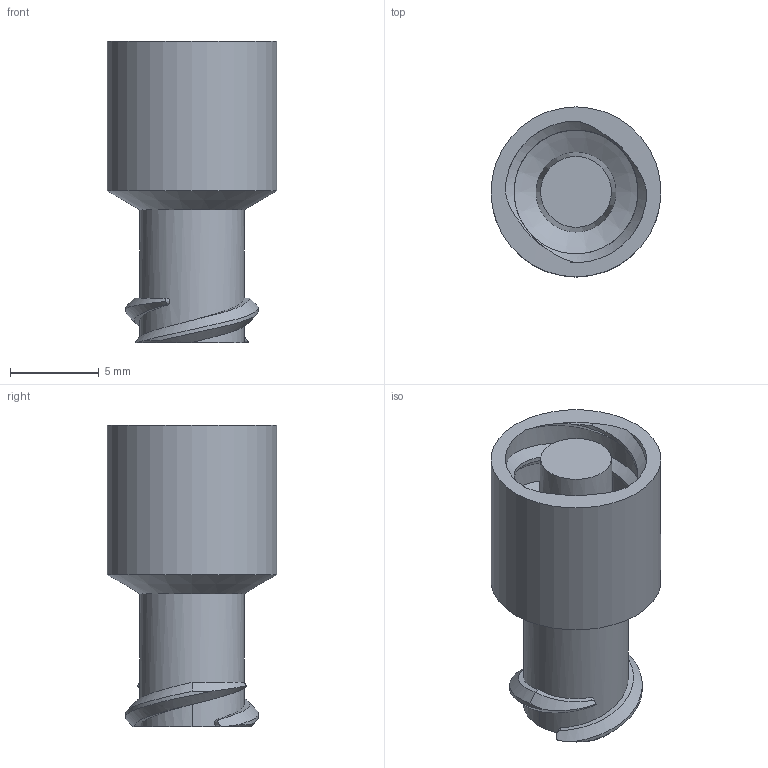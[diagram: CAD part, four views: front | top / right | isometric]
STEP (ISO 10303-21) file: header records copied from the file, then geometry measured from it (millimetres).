
FILE_DESCRIPTION(('FreeCAD Model'),'2;1');
FILE_NAME('Open CASCADE Shape Model','2021-02-25T12:39:56',('Author'),( ''),'Open CASCADE STEP processor 7.5','FreeCAD','Unknown');
FILE_SCHEMA(('AUTOMOTIVE_DESIGN { 1 0 10303 214 1 1 1 1 }'));
Length unit declared in the file: millimetre
Products named in the file (1): cap
Bounding box: 9.6 x 9.6 x 17.01 mm (x, y, z)
Volume: 497.4 mm3; surface area: 1013.9 mm2
Topology: 1 solids, 1 shells, 41 faces, 109 edges, 69 vertices
Faces by surface type: bspline 16, cylinder 10, cone 10, plane 5
Full cylindrical faces by diameter (mm): 4.3 x1, 5.9 x1, 9.6 x1
Entity records: 16078 total; most frequent: CARTESIAN_POINT 14337, ORIENTED_EDGE 212, PCURVE 212, DEFINITIONAL_REPRESENTATION 212, B_SPLINE_CURVE_WITH_KNOTS 199, DIRECTION 193, EDGE_CURVE 106, SURFACE_CURVE 99
